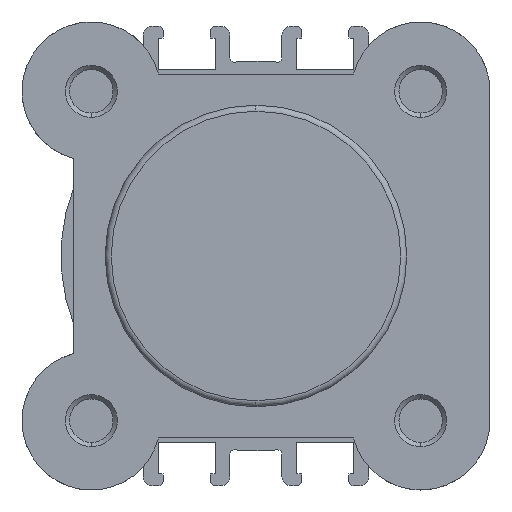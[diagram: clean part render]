
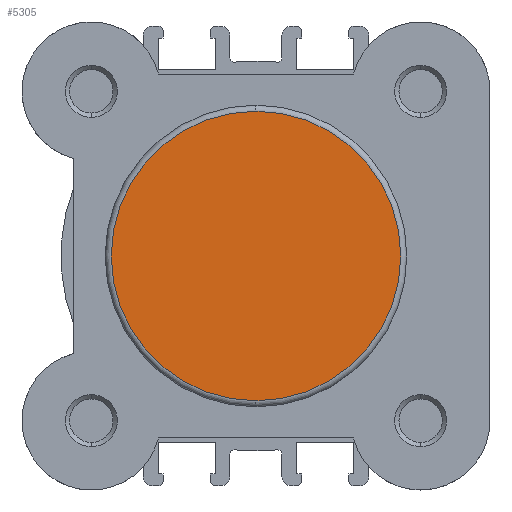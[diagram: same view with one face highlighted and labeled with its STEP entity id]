
A CAD part, left-side view. The second image highlights one B-rep face of the part: STEP entity #5305.
In plain terms, the highlighted planar face has unit normal (-1, 0, 0).
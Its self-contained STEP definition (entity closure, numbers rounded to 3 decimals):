
#261 = CIRCLE ( 'NONE', #4098, 16.7 ) ;
#352 = CIRCLE ( 'NONE', #4131, 16.7 ) ;
#2053 = PLANE ( 'NONE',  #4285 ) ;
#2056 = CARTESIAN_POINT ( 'NONE',  ( 0., -17.4, 0. ) ) ;
#2066 = DIRECTION ( 'NONE',  ( -1., 0., 0. ) ) ;
#2067 = DIRECTION ( 'NONE',  ( 0., 0., 1. ) ) ;
#3093 = FACE_OUTER_BOUND ( 'NONE', #4777, .T. ) ;
#3762 = EDGE_CURVE ( 'NONE', #7227, #7229, #261, .T. ) ;
#3825 = EDGE_CURVE ( 'NONE', #7229, #7227, #352, .T. ) ;
#4098 = AXIS2_PLACEMENT_3D ( 'NONE', #5796, #5797, #5798 ) ;
#4131 = AXIS2_PLACEMENT_3D ( 'NONE', #5949, #5957, #5958 ) ;
#4285 = AXIS2_PLACEMENT_3D ( 'NONE', #2056, #2066, #2067 ) ;
#4777 = EDGE_LOOP ( 'NONE', ( #4884, #4985 ) ) ;
#4884 = ORIENTED_EDGE ( 'NONE', *, *, #3762, .T. ) ;
#4985 = ORIENTED_EDGE ( 'NONE', *, *, #3825, .T. ) ;
#5305 = ADVANCED_FACE ( 'NONE', ( #3093 ), #2053, .T. ) ;
#5796 = CARTESIAN_POINT ( 'NONE',  ( 0., 0., 0. ) ) ;
#5797 = DIRECTION ( 'NONE',  ( -1., 0., 0. ) ) ;
#5798 = DIRECTION ( 'NONE',  ( 0., 0., 1. ) ) ;
#5949 = CARTESIAN_POINT ( 'NONE',  ( 0., 0., 0. ) ) ;
#5957 = DIRECTION ( 'NONE',  ( -1., 0., 0. ) ) ;
#5958 = DIRECTION ( 'NONE',  ( 0., 0., 1. ) ) ;
#6911 = CARTESIAN_POINT ( 'NONE',  ( 0., 0., 16.7 ) ) ;
#6913 = CARTESIAN_POINT ( 'NONE',  ( 0., 0., -16.7 ) ) ;
#7227 = VERTEX_POINT ( 'NONE', #6911 ) ;
#7229 = VERTEX_POINT ( 'NONE', #6913 ) ;
